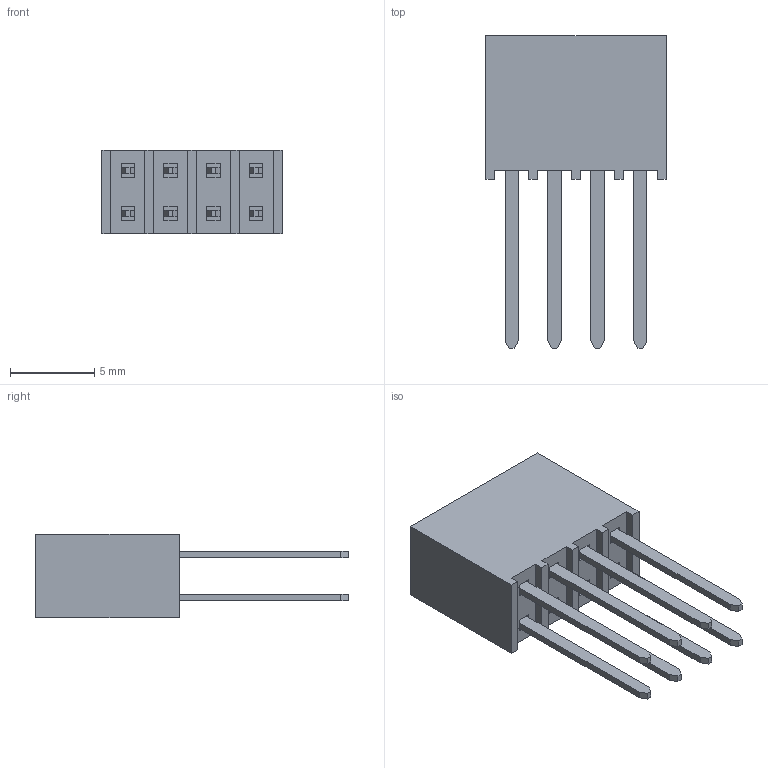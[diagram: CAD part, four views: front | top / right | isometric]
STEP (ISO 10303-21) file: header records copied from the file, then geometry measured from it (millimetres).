
FILE_DESCRIPTION( ( 'STEP AP214' ), '1' );
FILE_NAME( 'SSW-104-03-G-D.stp', '2020-03-02T00:05:56', ( '' ), ( '' ), ' ', 'PARTsolutions', ' ' );
FILE_SCHEMA( ( 'AUTOMOTIVE_DESIGN { 1 0 10303 214 1 1 1 1 }' ) );
Length unit declared in the file: inch
Products named in the file (3): SSW-104-03-G-D; _T1SSW-104-03-G-D; _P2SSW-104-03-G-D
Assembly tree (2 placements, depth 2):
  SSW-104-03-G-D
    _T1SSW-104-03-G-D
    _P2SSW-104-03-G-D
Bounding box: 10.67 x 18.52 x 4.95 mm (x, y, z)
Volume: 421.1 mm3; surface area: 848.5 mm2
Topology: 2 solids, 2 shells, 116 faces, 312 edges, 208 vertices
Faces by surface type: plane 116
Entity records: 4570 total; most frequent: CARTESIAN_POINT 639, ORIENTED_EDGE 624, DIRECTION 550, EDGE_CURVE 312, LINE 312, VECTOR 312, VERTEX_POINT 208, EDGE_LOOP 140
